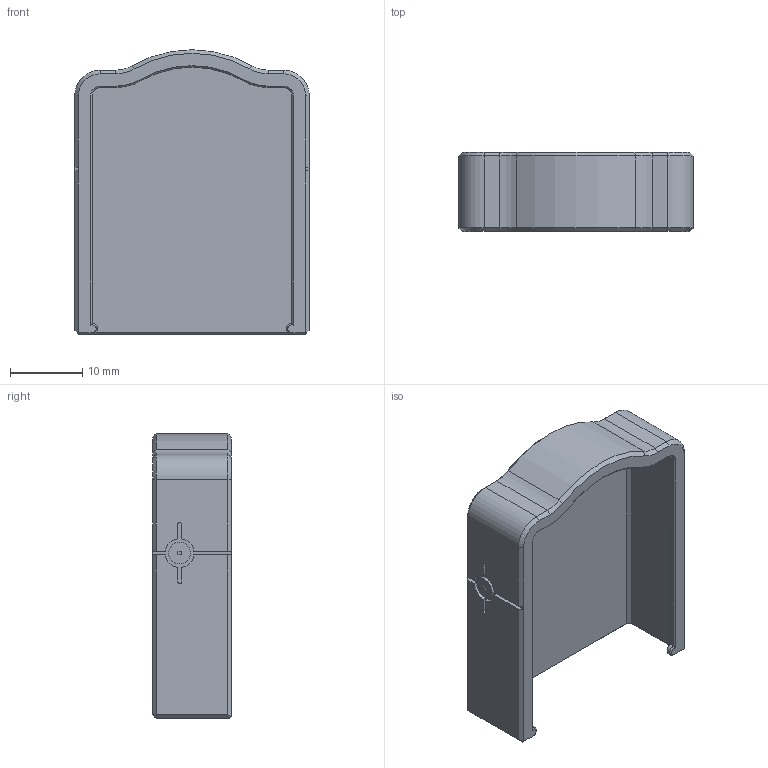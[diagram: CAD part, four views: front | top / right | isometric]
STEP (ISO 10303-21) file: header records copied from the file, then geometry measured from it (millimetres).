
FILE_DESCRIPTION(/* description */ (''),/* implementation_level */ '2;1');
FILE_NAME(/* name */ 'rear_cover.step',/* time_stamp */ '2024-08-06T15:32:39-04:00',/* author */ (''),/* organization */ (''),/* preprocessor_version */ 'ST-DEVELOPER v20',/* originating_system */ 'Autodesk Translation Framework v13.14.0.145',/* authorisation */ '');
FILE_SCHEMA (('AUTOMOTIVE_DESIGN { 1 0 10303 214 3 1 1 }'));
Length unit declared in the file: millimetre
Products named in the file (1): rear cover
Bounding box: 32.4 x 10.9 x 39.33 mm (x, y, z)
Volume: 2670.6 mm3; surface area: 4681.1 mm2
Topology: 1 solids, 1 shells, 160 faces, 377 edges, 226 vertices
Faces by surface type: plane 98, cylinder 33, cone 29
Full cylindrical faces by diameter (mm): 3 x2, 5 x1, 6 x1
Entity records: 4523 total; most frequent: DIRECTION 792, CARTESIAN_POINT 770, ORIENTED_EDGE 754, EDGE_CURVE 377, LINE 280, VECTOR 280, AXIS2_PLACEMENT_3D 256, VERTEX_POINT 226
